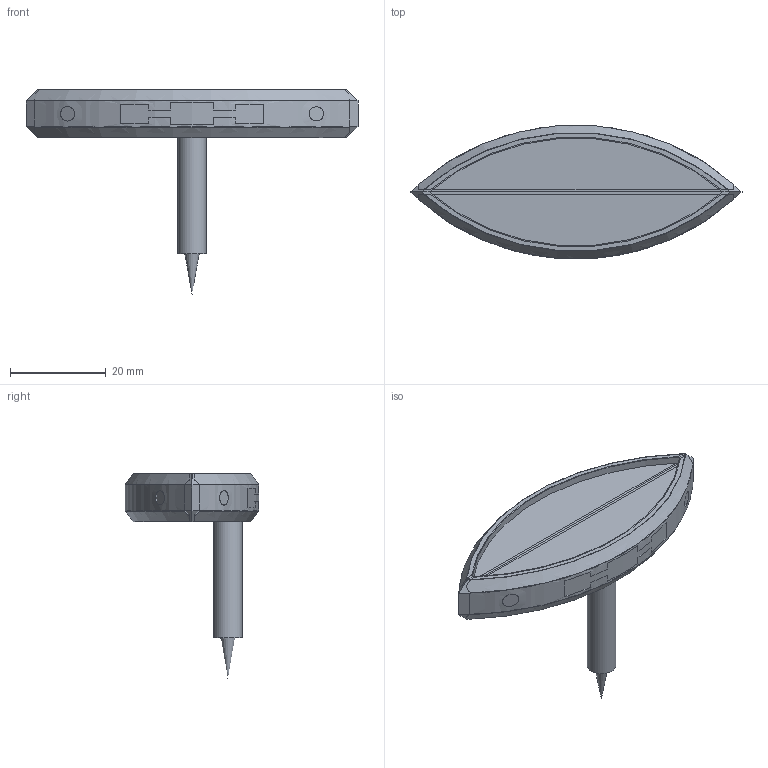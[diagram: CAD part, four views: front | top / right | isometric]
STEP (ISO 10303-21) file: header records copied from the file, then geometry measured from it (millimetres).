
FILE_DESCRIPTION(/* description */ ('Lamello Connector'),/* implementation_level */ '2;1');
FILE_NAME(/* name */ 'Clamex P-14 Connector.stp',/* time_stamp */ '2022-06-07T19:15:48+03:00',/* author */ ('SauliusD'),/* organization */ (''),/* preprocessor_version */ 'ST-DEVELOPER v18.1',/* originating_system */ 'Autodesk Inventor 2022',/* authorisation */ '');
FILE_SCHEMA (('AUTOMOTIVE_DESIGN { 1 0 10303 214 3 1 1 }'));
Length unit declared in the file: millimetre
Products named in the file (5): Clamex P-14; Clamex-P-14; Clamex-P-14 groove Without Drill; Clamex-P-14 groove; Hole Direction Indicator
Assembly tree (4 placements, depth 2):
  Clamex P-14
    Clamex-P-14
    Clamex-P-14 groove Without Drill
    Clamex-P-14 groove
    Hole Direction Indicator
Bounding box: 69.4 x 28 x 42.68 mm (x, y, z)
Volume: 18721.4 mm3; surface area: 13794 mm2
Topology: 5 solids, 5 shells, 234 faces, 630 edges, 417 vertices
Faces by surface type: plane 136, bspline 45, cylinder 44, cone 9
Full cylindrical faces by diameter (mm): 3 x5, 5 x1, 6 x5, 8.9 x2
Entity records: 8100 total; most frequent: CARTESIAN_POINT 2022, ORIENTED_EDGE 1258, DIRECTION 1018, EDGE_CURVE 629, VERTEX_POINT 416, LINE 400, VECTOR 400, AXIS2_PLACEMENT_3D 309
